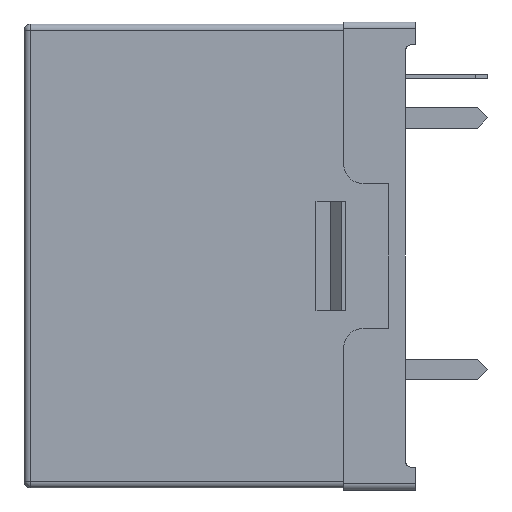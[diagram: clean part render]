
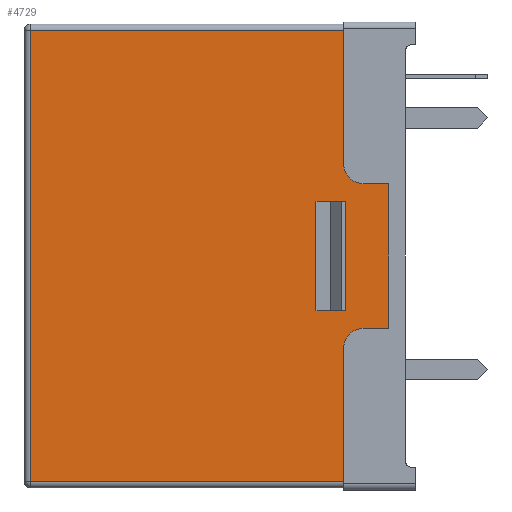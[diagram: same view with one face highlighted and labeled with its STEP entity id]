
A CAD part, left-side view. The second image highlights one B-rep face of the part: STEP entity #4729.
In plain terms, the highlighted planar face has unit normal (-1, 0, 0).
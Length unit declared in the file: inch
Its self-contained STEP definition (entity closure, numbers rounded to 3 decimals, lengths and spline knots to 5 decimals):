
#213=FACE_BOUND('',#629,.T.);
#293=PLANE('',#4944);
#450=FACE_OUTER_BOUND('',#628,.T.);
#628=EDGE_LOOP('',(#3178,#3179,#3180,#3181,#3182,#3183,#3184,#3185,#3186,
#3187));
#629=EDGE_LOOP('',(#3188,#3189,#3190,#3191,#3192,#3193));
#873=LINE('',#6177,#1332);
#889=LINE('',#6229,#1348);
#894=LINE('',#6241,#1353);
#897=LINE('',#6254,#1356);
#898=LINE('',#6259,#1357);
#899=LINE('',#6261,#1358);
#900=LINE('',#6263,#1359);
#901=LINE('',#6266,#1360);
#902=LINE('',#6269,#1361);
#903=LINE('',#6271,#1362);
#904=LINE('',#6273,#1363);
#905=LINE('',#6275,#1364);
#906=LINE('',#6277,#1365);
#907=LINE('',#6278,#1366);
#1332=VECTOR('',#5192,0.3937);
#1348=VECTOR('',#5234,0.3937);
#1353=VECTOR('',#5247,0.3937);
#1356=VECTOR('',#5262,0.3937);
#1357=VECTOR('',#5267,0.3937);
#1358=VECTOR('',#5268,0.3937);
#1359=VECTOR('',#5269,0.3937);
#1360=VECTOR('',#5272,0.3937);
#1361=VECTOR('',#5273,0.3937);
#1362=VECTOR('',#5274,0.3937);
#1363=VECTOR('',#5275,0.3937);
#1364=VECTOR('',#5276,0.3937);
#1365=VECTOR('',#5277,0.3937);
#1366=VECTOR('',#5278,0.3937);
#1804=CIRCLE('',#4945,0.03937);
#1805=CIRCLE('',#4946,0.03937);
#1832=VERTEX_POINT('',#6174);
#1833=VERTEX_POINT('',#6176);
#1855=VERTEX_POINT('',#6223);
#1859=VERTEX_POINT('',#6240);
#1862=VERTEX_POINT('',#6250);
#1864=VERTEX_POINT('',#6256);
#1865=VERTEX_POINT('',#6258);
#1866=VERTEX_POINT('',#6260);
#1867=VERTEX_POINT('',#6262);
#1868=VERTEX_POINT('',#6264);
#1869=VERTEX_POINT('',#6267);
#1870=VERTEX_POINT('',#6268);
#1871=VERTEX_POINT('',#6270);
#1872=VERTEX_POINT('',#6272);
#1873=VERTEX_POINT('',#6274);
#1874=VERTEX_POINT('',#6276);
#2428=EDGE_CURVE('',#1833,#1832,#873,.T.);
#2454=EDGE_CURVE('',#1833,#1855,#889,.T.);
#2460=EDGE_CURVE('',#1855,#1859,#894,.T.);
#2467=EDGE_CURVE('',#1859,#1862,#897,.T.);
#2468=EDGE_CURVE('',#1832,#1864,#1804,.T.);
#2469=EDGE_CURVE('',#1864,#1865,#898,.T.);
#2470=EDGE_CURVE('',#1865,#1866,#899,.T.);
#2471=EDGE_CURVE('',#1866,#1867,#900,.T.);
#2472=EDGE_CURVE('',#1867,#1868,#1805,.T.);
#2473=EDGE_CURVE('',#1868,#1862,#901,.T.);
#2474=EDGE_CURVE('',#1869,#1870,#902,.T.);
#2475=EDGE_CURVE('',#1870,#1871,#903,.T.);
#2476=EDGE_CURVE('',#1871,#1872,#904,.T.);
#2477=EDGE_CURVE('',#1872,#1873,#905,.T.);
#2478=EDGE_CURVE('',#1873,#1874,#906,.T.);
#2479=EDGE_CURVE('',#1874,#1869,#907,.T.);
#3178=ORIENTED_EDGE('',*,*,#2454,.F.);
#3179=ORIENTED_EDGE('',*,*,#2428,.T.);
#3180=ORIENTED_EDGE('',*,*,#2468,.T.);
#3181=ORIENTED_EDGE('',*,*,#2469,.T.);
#3182=ORIENTED_EDGE('',*,*,#2470,.T.);
#3183=ORIENTED_EDGE('',*,*,#2471,.T.);
#3184=ORIENTED_EDGE('',*,*,#2472,.T.);
#3185=ORIENTED_EDGE('',*,*,#2473,.T.);
#3186=ORIENTED_EDGE('',*,*,#2467,.F.);
#3187=ORIENTED_EDGE('',*,*,#2460,.F.);
#3188=ORIENTED_EDGE('',*,*,#2474,.T.);
#3189=ORIENTED_EDGE('',*,*,#2475,.T.);
#3190=ORIENTED_EDGE('',*,*,#2476,.T.);
#3191=ORIENTED_EDGE('',*,*,#2477,.T.);
#3192=ORIENTED_EDGE('',*,*,#2478,.T.);
#3193=ORIENTED_EDGE('',*,*,#2479,.T.);
#4729=ADVANCED_FACE('',(#450,#213),#293,.T.);
#4944=AXIS2_PLACEMENT_3D('',#6255,#5263,#5264);
#4945=AXIS2_PLACEMENT_3D('',#6257,#5265,#5266);
#4946=AXIS2_PLACEMENT_3D('',#6265,#5270,#5271);
#5192=DIRECTION('',(0.,0.,1.));
#5234=DIRECTION('',(0.,1.,0.));
#5247=DIRECTION('',(0.,0.,1.));
#5262=DIRECTION('',(0.,-1.,0.));
#5263=DIRECTION('center_axis',(-1.,0.,0.));
#5264=DIRECTION('ref_axis',(0.,0.,1.));
#5265=DIRECTION('center_axis',(1.,0.,0.));
#5266=DIRECTION('ref_axis',(0.,1.,0.));
#5267=DIRECTION('',(0.,-1.,0.));
#5268=DIRECTION('',(0.,0.,1.));
#5269=DIRECTION('',(0.,1.,0.));
#5270=DIRECTION('center_axis',(1.,0.,0.));
#5271=DIRECTION('ref_axis',(0.,0.,-1.));
#5272=DIRECTION('',(0.,0.,1.));
#5273=DIRECTION('',(0.,1.,0.));
#5274=DIRECTION('',(0.,1.,0.));
#5275=DIRECTION('',(0.,0.,1.));
#5276=DIRECTION('',(0.,-1.,0.));
#5277=DIRECTION('',(0.,-1.,0.));
#5278=DIRECTION('',(0.,0.,-1.));
#6174=CARTESIAN_POINT('',(-0.64961,0.1378,-0.62008));
#6176=CARTESIAN_POINT('',(-0.64961,0.1378,-0.87402));
#6177=CARTESIAN_POINT('',(-0.64961,0.1378,-0.75295));
#6223=CARTESIAN_POINT('',(-0.64961,0.73622,-0.87402));
#6229=CARTESIAN_POINT('',(-0.64961,0.0689,-0.87402));
#6240=CARTESIAN_POINT('',(-0.64961,0.73622,-0.01181));
#6241=CARTESIAN_POINT('',(-0.64961,0.73622,-0.66437));
#6250=CARTESIAN_POINT('',(-0.64961,0.1378,-0.01181));
#6254=CARTESIAN_POINT('',(-0.64961,0.,-0.01181));
#6255=CARTESIAN_POINT('Origin',(-0.64961,0.,-0.88583));
#6256=CARTESIAN_POINT('',(-0.64961,0.09843,-0.58071));
#6257=CARTESIAN_POINT('Origin',(-0.64961,0.09843,-0.62008));
#6258=CARTESIAN_POINT('',(-0.64961,0.05156,-0.58071));
#6259=CARTESIAN_POINT('',(-0.64961,0.00984,-0.58071));
#6260=CARTESIAN_POINT('',(-0.64961,0.05156,-0.30512));
#6261=CARTESIAN_POINT('',(-0.64961,0.05156,-0.59547));
#6262=CARTESIAN_POINT('',(-0.64961,0.09843,-0.30512));
#6263=CARTESIAN_POINT('',(-0.64961,0.04921,-0.30512));
#6264=CARTESIAN_POINT('',(-0.64961,0.1378,-0.26575));
#6265=CARTESIAN_POINT('Origin',(-0.64961,0.09843,-0.26575));
#6266=CARTESIAN_POINT('',(-0.64961,0.1378,-0.44291));
#6267=CARTESIAN_POINT('',(-0.64961,0.13336,-0.54745));
#6268=CARTESIAN_POINT('',(-0.64961,0.15014,-0.54745));
#6269=CARTESIAN_POINT('',(-0.64961,0.08098,-0.54745));
#6270=CARTESIAN_POINT('',(-0.64961,0.19055,-0.54745));
#6271=CARTESIAN_POINT('',(-0.64961,0.08098,-0.54745));
#6272=CARTESIAN_POINT('',(-0.64961,0.19055,-0.33838));
#6273=CARTESIAN_POINT('',(-0.64961,0.19055,-0.71664));
#6274=CARTESIAN_POINT('',(-0.64961,0.15014,-0.33838));
#6275=CARTESIAN_POINT('',(-0.64961,0.09527,-0.33838));
#6276=CARTESIAN_POINT('',(-0.64961,0.13336,-0.33838));
#6277=CARTESIAN_POINT('',(-0.64961,0.06668,-0.33838));
#6278=CARTESIAN_POINT('',(-0.64961,0.13336,-0.71664));
